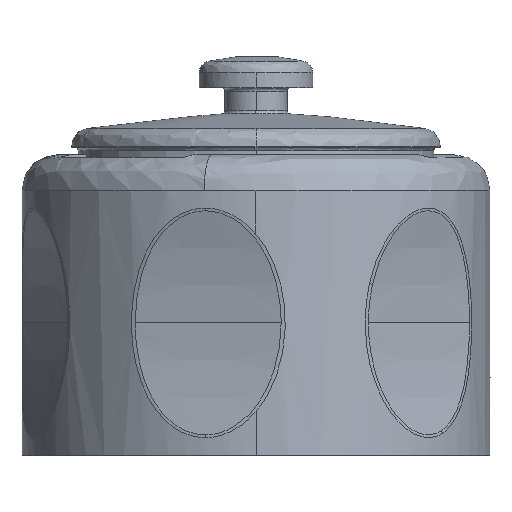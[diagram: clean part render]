
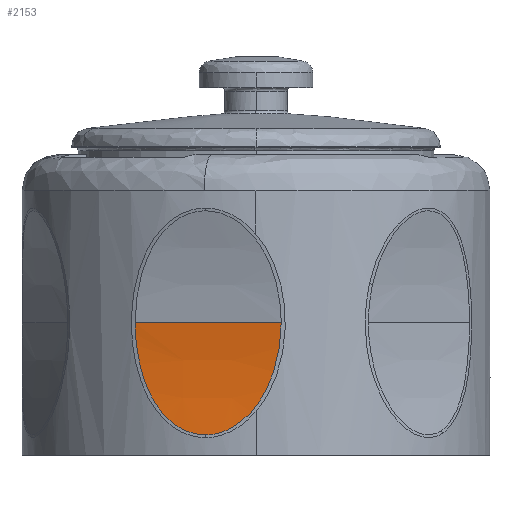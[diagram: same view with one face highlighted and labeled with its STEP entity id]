
A CAD part, left-side view. The second image highlights one B-rep face of the part: STEP entity #2153.
In plain terms, the highlighted free-form (B-spline) face has degree [3, 3] with [4, 4] control points.
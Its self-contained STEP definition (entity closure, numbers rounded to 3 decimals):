
#418 = CARTESIAN_POINT ( 'NONE',  ( -8.359, 5.061, -5.85 ) ) ;
#478 = ORIENTED_EDGE ( 'NONE', *, *, #3440, .F. ) ;
#736 = CARTESIAN_POINT ( 'NONE',  ( -8.359, 5.061, -5.85 ) ) ;
#1818 = CARTESIAN_POINT ( 'NONE',  ( -8.359, 5.061, -5.85 ) ) ;
#1880 = CARTESIAN_POINT ( 'NONE',  ( -8.881, 5.215, -10.567 ) ) ;
#2153 = ADVANCED_FACE ( 'NONE', ( #12632 ), #12692, .T. ) ;
#2171 = CARTESIAN_POINT ( 'NONE',  ( -9.715, -1.054, -5.85 ) ) ;
#2215 = VERTEX_POINT ( 'NONE', #10545 ) ;
#2454 = CARTESIAN_POINT ( 'NONE',  ( -9.723, -1.091, -5.85 ) ) ;
#2662 = EDGE_CURVE ( 'NONE', #2215, #9613, #17670, .T. ) ;
#3117 = CARTESIAN_POINT ( 'NONE',  ( -9.611, 1.865, -10.54 ) ) ;
#3440 = EDGE_CURVE ( 'NONE', #9613, #11541, #17219, .T. ) ;
#3823 = CARTESIAN_POINT ( 'NONE',  ( -8.528, 5.137, -9.019 ) ) ;
#4200 = CARTESIAN_POINT ( 'NONE',  ( -9.555, 2.118, -10.54 ) ) ;
#4328 = EDGE_CURVE ( 'NONE', #11541, #2215, #16929, .T. ) ;
#4798 = CARTESIAN_POINT ( 'NONE',  ( -9.715, -1.054, -6.371 ) ) ;
#4989 = CARTESIAN_POINT ( 'NONE',  ( -8.605, 4.647, -8.4 ) ) ;
#5104 = CARTESIAN_POINT ( 'NONE',  ( -9.555, 2.118, -10.54 ) ) ;
#5659 = CARTESIAN_POINT ( 'NONE',  ( -8.8, 3.033, -7.44 ) ) ;
#6390 = CARTESIAN_POINT ( 'NONE',  ( -9.723, -1.091, -7.44 ) ) ;
#6400 = CARTESIAN_POINT ( 'NONE',  ( -9.715, -1.054, -5.85 ) ) ;
#6614 = CARTESIAN_POINT ( 'NONE',  ( -9.9, -1.052, -9.019 ) ) ;
#6629 = CARTESIAN_POINT ( 'NONE',  ( -9.722, -0.997, -6.892 ) ) ;
#6906 = CARTESIAN_POINT ( 'NONE',  ( -9.499, 2.372, -10.54 ) ) ;
#7023 = CARTESIAN_POINT ( 'NONE',  ( -9.288, 3.091, -10.316 ) ) ;
#7161 = CARTESIAN_POINT ( 'NONE',  ( -8.803, 3.021, -5.85 ) ) ;
#7577 = CARTESIAN_POINT ( 'NONE',  ( -10.253, -0.973, -10.567 ) ) ;
#8805 = CARTESIAN_POINT ( 'NONE',  ( -9.331, 3.151, -10.569 ) ) ;
#9613 = VERTEX_POINT ( 'NONE', #4200 ) ;
#9773 = CARTESIAN_POINT ( 'NONE',  ( -9.746, -0.757, -7.906 ) ) ;
#10001 = CARTESIAN_POINT ( 'NONE',  ( -9.774, 0.479, -9.877 ) ) ;
#10102 = CARTESIAN_POINT ( 'NONE',  ( -9.555, 2.118, -10.54 ) ) ;
#10164 = CARTESIAN_POINT ( 'NONE',  ( -8.513, 4.805, -7.906 ) ) ;
#10545 = CARTESIAN_POINT ( 'NONE',  ( -9.715, -1.054, -5.85 ) ) ;
#10744 = ORIENTED_EDGE ( 'NONE', *, *, #2662, .F. ) ;
#11541 = VERTEX_POINT ( 'NONE', #736 ) ;
#11558 = CARTESIAN_POINT ( 'NONE',  ( -9.763, -0.575, -8.4 ) ) ;
#12313 = CARTESIAN_POINT ( 'NONE',  ( -8.986, 3.869, -9.694 ) ) ;
#12525 = CARTESIAN_POINT ( 'NONE',  ( -9.788, 1.088, -10.569 ) ) ;
#12632 = FACE_OUTER_BOUND ( 'NONE', #19686, .T. ) ;
#12692 =( BOUNDED_SURFACE ( )  B_SPLINE_SURFACE ( 3, 3, ( 
 ( #1880, #3823, #17483, #13887 ),
 ( #8805, #21125, #5659, #19534 ),
 ( #12525, #19434, #14108, #19319 ),
 ( #7577, #6614, #6390, #2454 ) ),
 .UNSPECIFIED., .F., .F., .F. ) 
 B_SPLINE_SURFACE_WITH_KNOTS ( ( 4, 4 ),
 ( 4, 4 ),
 ( 0.013, 0.987 ),
 ( 0., 1. ),
 .UNSPECIFIED. ) 
 GEOMETRIC_REPRESENTATION_ITEM ( )  RATIONAL_B_SPLINE_SURFACE ( (
 ( 1., 0.996, 0.996, 1.),
 ( 1., 0.996, 0.996, 1.),
 ( 1., 0.996, 0.996, 1.),
 ( 1., 0.996, 0.996, 1.) ) ) 
 REPRESENTATION_ITEM ( '' )  SURFACE ( )  );
#13283 = CARTESIAN_POINT ( 'NONE',  ( -9.746, 0.895, -10.188 ) ) ;
#13686 = CARTESIAN_POINT ( 'NONE',  ( -8.359, 5.061, -6.371 ) ) ;
#13787 = CARTESIAN_POINT ( 'NONE',  ( -9.432, 2.623, -10.493 ) ) ;
#13887 = CARTESIAN_POINT ( 'NONE',  ( -8.351, 5.098, -5.85 ) ) ;
#13910 = CARTESIAN_POINT ( 'NONE',  ( -9.211, 3.308, -10.188 ) ) ;
#14108 = CARTESIAN_POINT ( 'NONE',  ( -9.257, 0.97, -7.44 ) ) ;
#14156 = CARTESIAN_POINT ( 'NONE',  ( -9.255, 0.982, -5.85 ) ) ;
#14984 = CARTESIAN_POINT ( 'NONE',  ( -9.781, -0.044, -9.296 ) ) ;
#16658 = CARTESIAN_POINT ( 'NONE',  ( -9.778, -0.191, -9.08 ) ) ;
#16880 = CARTESIAN_POINT ( 'NONE',  ( -9.657, 1.609, -10.493 ) ) ;
#16929 = B_SPLINE_CURVE_WITH_KNOTS ( 'NONE', 3,
 ( #1818, #7161, #14156, #2171 ),
 .UNSPECIFIED., .F., .F.,
 ( 4, 4 ),
 ( 0.019, 0.981 ),
 .UNSPECIFIED. ) ;
#17045 = CARTESIAN_POINT ( 'NONE',  ( -8.39, 5.012, -6.893 ) ) ;
#17219 = B_SPLINE_CURVE_WITH_KNOTS ( 'NONE', 3,
 ( #5104, #6906, #13787, #7023, #13910, #20454, #12313, #19111, #22289, #4989, #10164, #17045, #13686, #418 ),
 .UNSPECIFIED., .F., .F.,
 ( 4, 2, 2, 2, 2, 2, 4 ),
 ( 0., 0.125, 0.25, 0.375, 0.5, 0.75, 1. ),
 .UNSPECIFIED. ) ;
#17483 = CARTESIAN_POINT ( 'NONE',  ( -8.351, 5.098, -7.44 ) ) ;
#17670 = B_SPLINE_CURVE_WITH_KNOTS ( 'NONE', 3,
 ( #6400, #4798, #6629, #9773, #11558, #16658, #14984, #21999, #10001, #13283, #18582, #16880, #3117, #10102 ),
 .UNSPECIFIED., .F., .F.,
 ( 4, 2, 2, 2, 2, 2, 4 ),
 ( 0., 0.25, 0.5, 0.625, 0.75, 0.875, 1. ),
 .UNSPECIFIED. ) ;
#18582 = CARTESIAN_POINT ( 'NONE',  ( -9.724, 1.124, -10.316 ) ) ;
#19111 = CARTESIAN_POINT ( 'NONE',  ( -8.846, 4.174, -9.296 ) ) ;
#19319 = CARTESIAN_POINT ( 'NONE',  ( -9.257, 0.97, -5.85 ) ) ;
#19434 = CARTESIAN_POINT ( 'NONE',  ( -9.435, 1.01, -9.02 ) ) ;
#19534 = CARTESIAN_POINT ( 'NONE',  ( -8.8, 3.033, -5.85 ) ) ;
#19686 = EDGE_LOOP ( 'NONE', ( #20429, #478, #10744 ) ) ;
#20429 = ORIENTED_EDGE ( 'NONE', *, *, #4328, .F. ) ;
#20454 = CARTESIAN_POINT ( 'NONE',  ( -9.06, 3.697, -9.877 ) ) ;
#21125 = CARTESIAN_POINT ( 'NONE',  ( -8.978, 3.072, -9.02 ) ) ;
#21999 = CARTESIAN_POINT ( 'NONE',  ( -9.779, 0.291, -9.694 ) ) ;
#22289 = CARTESIAN_POINT ( 'NONE',  ( -8.781, 4.305, -9.08 ) ) ;
